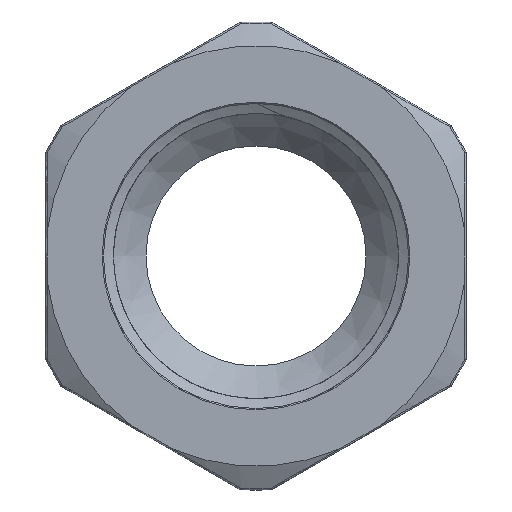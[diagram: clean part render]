
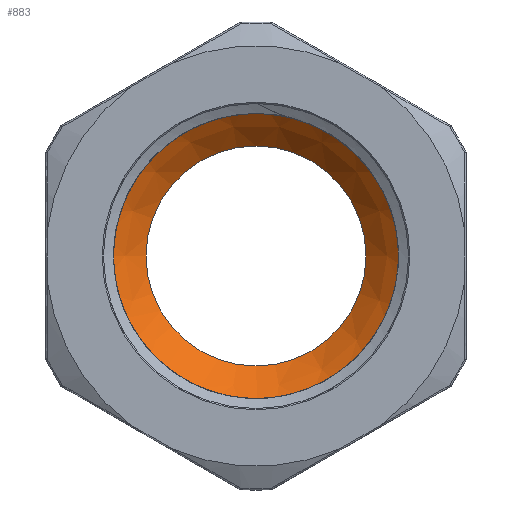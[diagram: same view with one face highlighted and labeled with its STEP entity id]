
A CAD part, left-side view. The second image highlights one B-rep face of the part: STEP entity #883.
In plain terms, the highlighted conical face has half-angle 47.402 degrees and reference radius 9.991 mm.
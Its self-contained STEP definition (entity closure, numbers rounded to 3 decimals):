
#28=FACE_BOUND('',#276,.T.);
#40=CONICAL_SURFACE('',#977,9.991,47.402);
#78=B_SPLINE_CURVE_WITH_KNOTS('',3,(#3176,#3177,#3178,#3179,#3180,#3181,
#3182,#3183,#3184,#3185),.UNSPECIFIED.,.F.,.F.,(4,3,3,4),(0.,0.092,
0.658,1.207),.UNSPECIFIED.);
#84=B_SPLINE_CURVE_WITH_KNOTS('',3,(#4067,#4068,#4069,#4070,#4071,#4072,
#4073,#4074,#4075,#4076,#4077,#4078,#4079,#4080,#4081,#4082,#4083,#4084,
#4085,#4086,#4087,#4088,#4089,#4090,#4091,#4092,#4093,#4094,#4095,#4096,
#4097),.UNSPECIFIED.,.F.,.F.,(4,3,3,3,3,3,3,3,3,3,4),(0.,0.545,
1.095,1.649,2.206,2.767,3.332,
3.901,4.473,5.05,5.398),
 .UNSPECIFIED.);
#219=FACE_OUTER_BOUND('',#275,.T.);
#275=EDGE_LOOP('',(#795,#796,#797,#798));
#276=EDGE_LOOP('',(#799));
#306=CIRCLE('',#958,10.85);
#310=CIRCLE('',#967,11.611);
#312=CIRCLE('',#976,8.37);
#413=VERTEX_POINT('',#3073);
#414=VERTEX_POINT('',#3175);
#416=VERTEX_POINT('',#3297);
#418=VERTEX_POINT('',#3804);
#425=VERTEX_POINT('',#4531);
#534=EDGE_CURVE('',#414,#413,#78,.T.);
#538=EDGE_CURVE('',#413,#416,#306,.T.);
#542=EDGE_CURVE('',#416,#418,#84,.T.);
#551=EDGE_CURVE('',#414,#418,#310,.T.);
#556=EDGE_CURVE('',#425,#425,#312,.T.);
#795=ORIENTED_EDGE('',*,*,#542,.T.);
#796=ORIENTED_EDGE('',*,*,#551,.F.);
#797=ORIENTED_EDGE('',*,*,#534,.T.);
#798=ORIENTED_EDGE('',*,*,#538,.T.);
#799=ORIENTED_EDGE('',*,*,#556,.T.);
#883=ADVANCED_FACE('',(#219,#28),#40,.F.);
#958=AXIS2_PLACEMENT_3D('',#3397,#1136,#1137);
#967=AXIS2_PLACEMENT_3D('',#4517,#1157,#1158);
#976=AXIS2_PLACEMENT_3D('',#4532,#1178,#1179);
#977=AXIS2_PLACEMENT_3D('',#4533,#1180,#1181);
#1136=DIRECTION('center_axis',(-1.,0.,0.));
#1137=DIRECTION('ref_axis',(0.,0.,1.));
#1157=DIRECTION('center_axis',(1.,0.,0.));
#1158=DIRECTION('ref_axis',(0.,0.,-1.));
#1178=DIRECTION('center_axis',(1.,0.,0.));
#1179=DIRECTION('ref_axis',(0.,0.,-1.));
#1180=DIRECTION('center_axis',(-1.,0.,0.));
#1181=DIRECTION('ref_axis',(0.,1.,0.));
#3073=CARTESIAN_POINT('',(-4.,10.383,-3.148));
#3175=CARTESIAN_POINT('',(-4.7,2.414,-11.357));
#3176=CARTESIAN_POINT('Ctrl Pts',(-4.7,2.414,-11.358));
#3177=CARTESIAN_POINT('Ctrl Pts',(-4.683,2.71,-11.276));
#3178=CARTESIAN_POINT('Ctrl Pts',(-4.665,3.002,-11.182));
#3179=CARTESIAN_POINT('Ctrl Pts',(-4.648,3.289,-11.077));
#3180=CARTESIAN_POINT('Ctrl Pts',(-4.542,5.052,-10.433));
#3181=CARTESIAN_POINT('Ctrl Pts',(-4.434,6.656,-9.348));
#3182=CARTESIAN_POINT('Ctrl Pts',(-4.324,7.899,-7.945));
#3183=CARTESIAN_POINT('Ctrl Pts',(-4.218,9.103,-6.584));
#3184=CARTESIAN_POINT('Ctrl Pts',(-4.11,9.97,-4.924));
#3185=CARTESIAN_POINT('Ctrl Pts',(-4.,10.383,-3.148));
#3297=CARTESIAN_POINT('',(-4.,7.9,-7.437));
#3397=CARTESIAN_POINT('Origin',(-4.,0.,0.));
#3804=CARTESIAN_POINT('',(-4.7,8.629,7.769));
#4067=CARTESIAN_POINT('Ctrl Pts',(-4.,7.9,-7.437));
#4068=CARTESIAN_POINT('Ctrl Pts',(-4.025,6.674,-8.779));
#4069=CARTESIAN_POINT('Ctrl Pts',(-4.049,5.112,-9.8));
#4070=CARTESIAN_POINT('Ctrl Pts',(-4.073,3.399,-10.388));
#4071=CARTESIAN_POINT('Ctrl Pts',(-4.098,1.674,-10.981));
#4072=CARTESIAN_POINT('Ctrl Pts',(-4.122,-0.207,
-11.132));
#4073=CARTESIAN_POINT('Ctrl Pts',(-4.146,-2.005,-10.825));
#4074=CARTESIAN_POINT('Ctrl Pts',(-4.17,-3.815,-10.517));
#4075=CARTESIAN_POINT('Ctrl Pts',(-4.195,-5.549,-9.745));
#4076=CARTESIAN_POINT('Ctrl Pts',(-4.219,-6.994,-8.605));
#4077=CARTESIAN_POINT('Ctrl Pts',(-4.243,-8.448,-7.457));
#4078=CARTESIAN_POINT('Ctrl Pts',(-4.268,-9.607,-5.94));
#4079=CARTESIAN_POINT('Ctrl Pts',(-4.292,-10.334,-4.235));
#4080=CARTESIAN_POINT('Ctrl Pts',(-4.316,-11.066,-2.518));
#4081=CARTESIAN_POINT('Ctrl Pts',(-4.34,-11.358,-0.615));
#4082=CARTESIAN_POINT('Ctrl Pts',(-4.365,-11.179,1.239));
#4083=CARTESIAN_POINT('Ctrl Pts',(-4.389,-10.998,3.107));
#4084=CARTESIAN_POINT('Ctrl Pts',(-4.413,-10.339,4.933));
#4085=CARTESIAN_POINT('Ctrl Pts',(-4.438,-9.285,6.487));
#4086=CARTESIAN_POINT('Ctrl Pts',(-4.462,-8.225,8.051));
#4087=CARTESIAN_POINT('Ctrl Pts',(-4.486,-6.766,9.344));
#4088=CARTESIAN_POINT('Ctrl Pts',(-4.51,-5.08,10.212));
#4089=CARTESIAN_POINT('Ctrl Pts',(-4.535,-3.383,11.086));
#4090=CARTESIAN_POINT('Ctrl Pts',(-4.559,-1.469,11.522));
#4091=CARTESIAN_POINT('Ctrl Pts',(-4.583,0.433,11.477));
#4092=CARTESIAN_POINT('Ctrl Pts',(-4.608,2.349,11.431));
#4093=CARTESIAN_POINT('Ctrl Pts',(-4.632,4.253,10.896));
#4094=CARTESIAN_POINT('Ctrl Pts',(-4.656,5.917,9.936));
#4095=CARTESIAN_POINT('Ctrl Pts',(-4.671,6.923,9.356));
#4096=CARTESIAN_POINT('Ctrl Pts',(-4.685,7.838,8.622));
#4097=CARTESIAN_POINT('Ctrl Pts',(-4.7,8.628,7.769));
#4517=CARTESIAN_POINT('Origin',(-4.7,0.,0.));
#4531=CARTESIAN_POINT('',(-1.72,8.37,0.));
#4532=CARTESIAN_POINT('Origin',(-1.72,0.,0.));
#4533=CARTESIAN_POINT('Origin',(-3.21,0.,0.));
